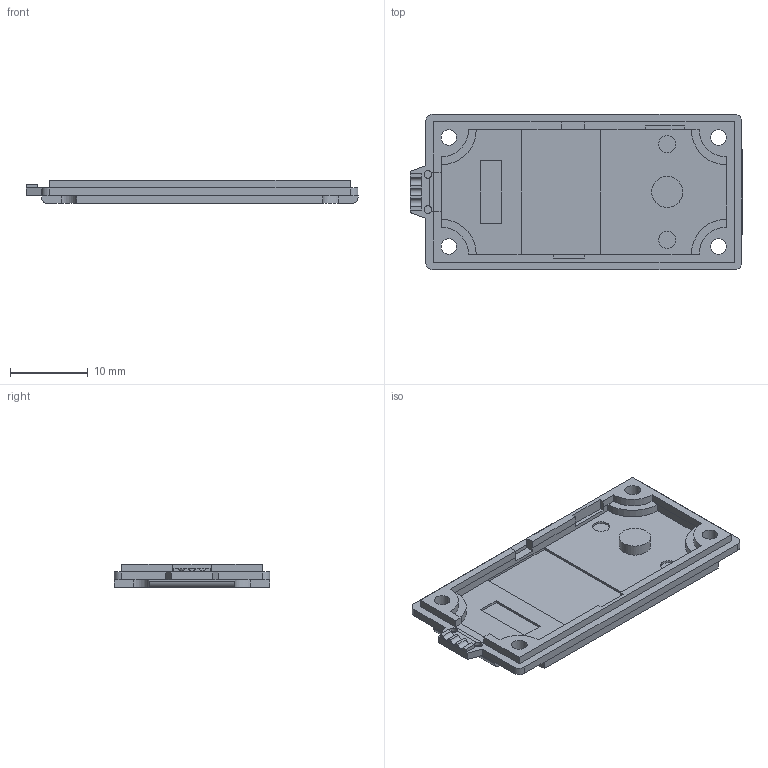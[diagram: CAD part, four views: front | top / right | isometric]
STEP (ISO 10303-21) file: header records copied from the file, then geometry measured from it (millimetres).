
FILE_DESCRIPTION(('FreeCAD Model'),'2;1');
FILE_NAME('test.stp','2014-02-09T12:52:34',('FreeCAD'),( 'FreeCAD'),'Open CASCADE STEP processor 6.5','FreeCAD','Unknown');
FILE_SCHEMA(('AUTOMOTIVE_DESIGN_CC2 { 1 2 10303 214 -1 1 5 4 }'));
Length unit declared in the file: millimetre
Products named in the file (1): Futaba-bottom-lid-final
Bounding box: 42.6 x 20 x 3.05 mm (x, y, z)
Volume: 1086.7 mm3; surface area: 2276 mm2
Topology: 1 solids, 1 shells, 143 faces, 366 edges, 234 vertices
Faces by surface type: plane 108, cylinder 35
Full cylindrical faces by diameter (mm): 1 x2, 2 x4, 2.2 x2, 2.5 x1, 4 x1
Entity records: 9152 total; most frequent: CARTESIAN_POINT 1800, DIRECTION 1363, LINE 892, VECTOR 892, ORIENTED_EDGE 732, PCURVE 732, DEFINITIONAL_REPRESENTATION 732, EDGE_CURVE 366
